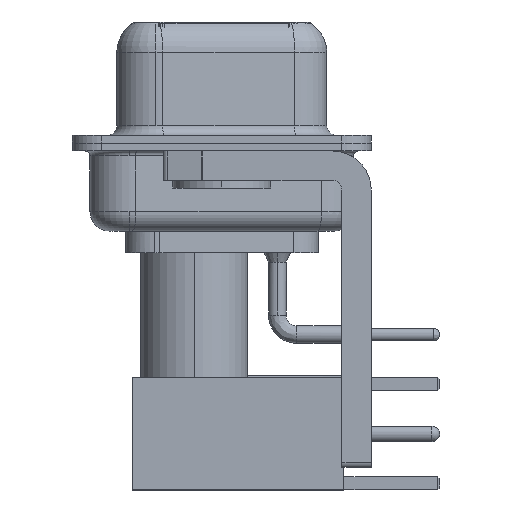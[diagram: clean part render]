
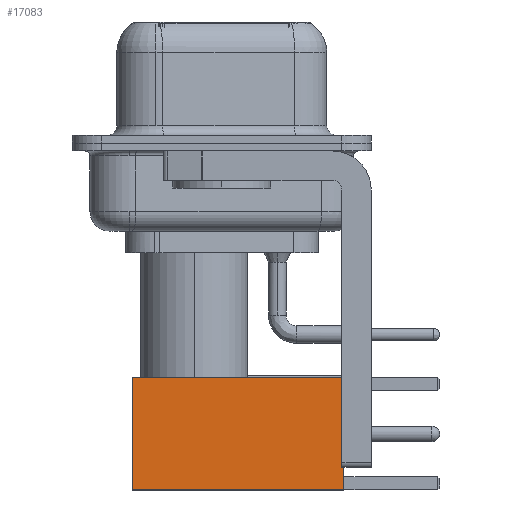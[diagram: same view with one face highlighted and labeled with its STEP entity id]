
A CAD part, left-side view. The second image highlights one B-rep face of the part: STEP entity #17083.
In plain terms, the highlighted face is planar.
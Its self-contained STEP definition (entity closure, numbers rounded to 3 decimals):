
#798 = DIRECTION ( 'NONE',  ( -1., 0., 0. ) ) ;
#1657 = EDGE_LOOP ( 'NONE', ( #19961, #3631, #22509, #33750 ) ) ;
#3419 = VECTOR ( 'NONE', #8820, 1000. ) ;
#3631 = ORIENTED_EDGE ( 'NONE', *, *, #36439, .T. ) ;
#3961 = CARTESIAN_POINT ( 'NONE',  ( 2.875, 2.875, 10.82 ) ) ;
#4123 = EDGE_CURVE ( 'NONE', #6360, #17980, #20509, .T. ) ;
#4425 = LINE ( 'NONE', #26677, #16950 ) ;
#4782 = PLANE ( 'NONE',  #6827 ) ;
#5319 = DIRECTION ( 'NONE',  ( 0., 0., 1. ) ) ;
#6360 = VERTEX_POINT ( 'NONE', #3961 ) ;
#6827 = AXIS2_PLACEMENT_3D ( 'NONE', #36317, #16094, #5319 ) ;
#8820 = DIRECTION ( 'NONE',  ( 0., 0., -1. ) ) ;
#9102 = EDGE_CURVE ( 'NONE', #22117, #12742, #4425, .T. ) ;
#11153 = VECTOR ( 'NONE', #35993, 1000. ) ;
#12742 = VERTEX_POINT ( 'NONE', #23296 ) ;
#13509 = LINE ( 'NONE', #32837, #11153 ) ;
#14890 = LINE ( 'NONE', #26208, #23091 ) ;
#16094 = DIRECTION ( 'NONE',  ( 0., 1., 0. ) ) ;
#16673 = CARTESIAN_POINT ( 'NONE',  ( 2.875, 2.875, 0. ) ) ;
#16950 = VECTOR ( 'NONE', #35796, 1000. ) ;
#17083 = ADVANCED_FACE ( 'NONE', ( #35965 ), #4782, .T. ) ;
#17435 = CARTESIAN_POINT ( 'NONE',  ( -2.875, 2.875, 10.82 ) ) ;
#17980 = VERTEX_POINT ( 'NONE', #16673 ) ;
#19961 = ORIENTED_EDGE ( 'NONE', *, *, #4123, .T. ) ;
#20509 = LINE ( 'NONE', #23648, #3419 ) ;
#22117 = VERTEX_POINT ( 'NONE', #17435 ) ;
#22509 = ORIENTED_EDGE ( 'NONE', *, *, #9102, .F. ) ;
#23091 = VECTOR ( 'NONE', #798, 1000. ) ;
#23234 = EDGE_CURVE ( 'NONE', #6360, #22117, #14890, .T. ) ;
#23296 = CARTESIAN_POINT ( 'NONE',  ( -2.875, 2.875, 0. ) ) ;
#23648 = CARTESIAN_POINT ( 'NONE',  ( 2.875, 2.875, 0. ) ) ;
#26208 = CARTESIAN_POINT ( 'NONE',  ( 0., 2.875, 10.82 ) ) ;
#26677 = CARTESIAN_POINT ( 'NONE',  ( -2.875, 2.875, 0. ) ) ;
#32837 = CARTESIAN_POINT ( 'NONE',  ( 0., 2.875, 0. ) ) ;
#33750 = ORIENTED_EDGE ( 'NONE', *, *, #23234, .F. ) ;
#35796 = DIRECTION ( 'NONE',  ( 0., 0., -1. ) ) ;
#35965 = FACE_OUTER_BOUND ( 'NONE', #1657, .T. ) ;
#35993 = DIRECTION ( 'NONE',  ( -1., 0., 0. ) ) ;
#36317 = CARTESIAN_POINT ( 'NONE',  ( 2.875, 2.875, 0. ) ) ;
#36439 = EDGE_CURVE ( 'NONE', #17980, #12742, #13509, .T. ) ;
